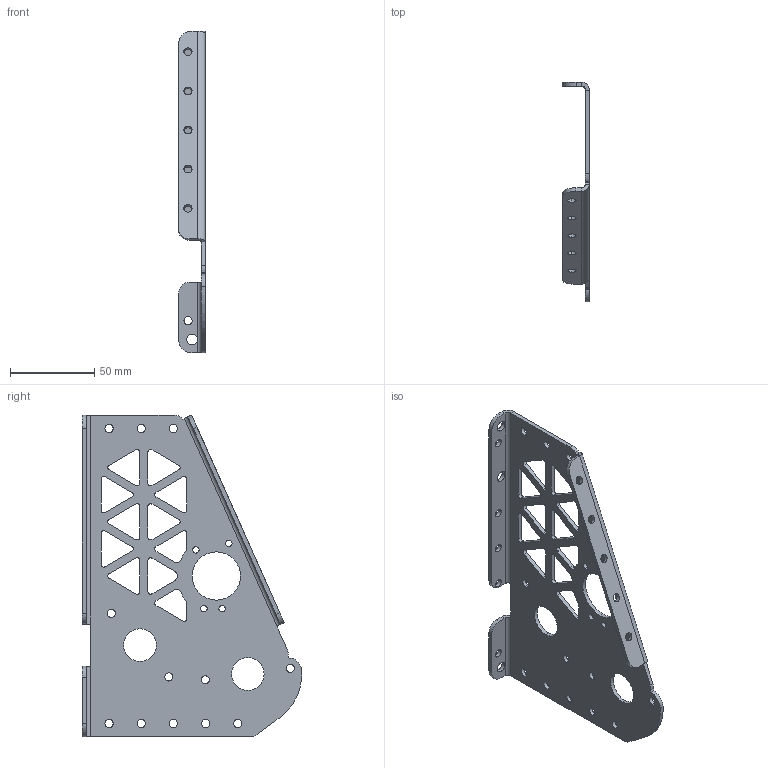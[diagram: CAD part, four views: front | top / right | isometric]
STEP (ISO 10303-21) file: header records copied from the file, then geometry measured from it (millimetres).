
FILE_DESCRIPTION (( 'STEP AP203' ), '1' );
FILE_NAME ('P01.STEP', '2015-04-13T17:35:40', ( '' ), ( '' ), 'SwSTEP 2.0', 'SolidWorks 2014', '' );
FILE_SCHEMA (( 'CONFIG_CONTROL_DESIGN' ));
Length unit declared in the file: inch
Products named in the file (1): P01
Bounding box: 15.94 x 129.94 x 190.5 mm (x, y, z)
Volume: 44234.4 mm3; surface area: 41905.6 mm2
Topology: 1 solids, 1 shells, 193 faces, 555 edges, 358 vertices
Faces by surface type: cylinder 128, plane 64, bspline 1
Entity records: 6677 total; most frequent: DIRECTION 1193, CARTESIAN_POINT 1150, ORIENTED_EDGE 1110, EDGE_CURVE 555, AXIS2_PLACEMENT_3D 449, VERTEX_POINT 358, VECTOR 295, LINE 295
